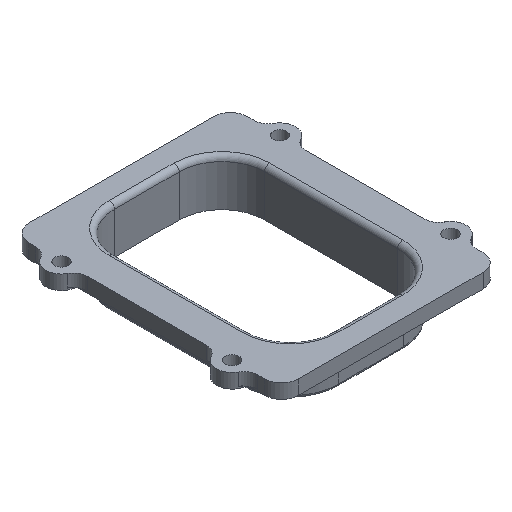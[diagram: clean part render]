
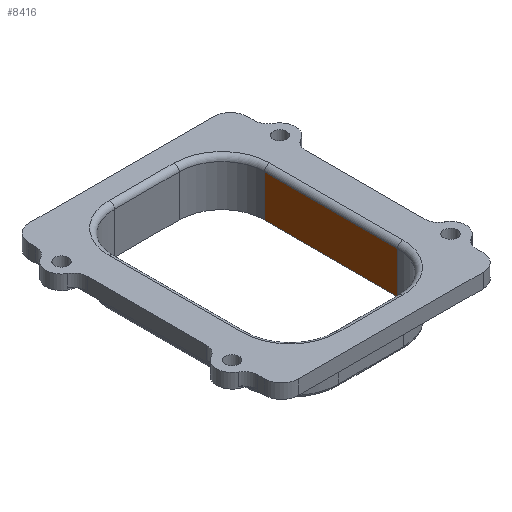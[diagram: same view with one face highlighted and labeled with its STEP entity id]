
A CAD part, isometric view. The second image highlights one B-rep face of the part: STEP entity #8416.
In plain terms, the highlighted planar face has unit normal (-1, 0, 0).
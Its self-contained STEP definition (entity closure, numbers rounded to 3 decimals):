
#1722 = CYLINDRICAL_SURFACE('',#1723,3.);
#1723 = AXIS2_PLACEMENT_3D('',#1724,#1725,#1726);
#1724 = CARTESIAN_POINT('',(47.,0.,-3.));
#1725 = DIRECTION('',(0.,1.,0.));
#1726 = DIRECTION('',(0.,0.,1.));
#3233 = VERTEX_POINT('',#3234);
#3234 = CARTESIAN_POINT('',(44.,39.,-3.));
#3338 = CYLINDRICAL_SURFACE('',#3339,25.);
#3339 = AXIS2_PLACEMENT_3D('',#3340,#3341,#3342);
#3340 = CARTESIAN_POINT('',(19.,39.,0.));
#3341 = DIRECTION('',(0.,0.,1.));
#3342 = DIRECTION('',(1.,0.,0.));
#3382 = EDGE_CURVE('',#3233,#3383,#3385,.T.);
#3383 = VERTEX_POINT('',#3384);
#3384 = CARTESIAN_POINT('',(44.,39.,-27.4));
#3385 = SURFACE_CURVE('',#3386,(#3390,#3397),.PCURVE_S1.);
#3386 = LINE('',#3387,#3388);
#3387 = CARTESIAN_POINT('',(44.,39.,0.));
#3388 = VECTOR('',#3389,1.);
#3389 = DIRECTION('',(-0.,-0.,-1.));
#3390 = PCURVE('',#3338,#3391);
#3391 = DEFINITIONAL_REPRESENTATION('',(#3392),#3396);
#3392 = LINE('',#3393,#3394);
#3393 = CARTESIAN_POINT('',(0.,0.));
#3394 = VECTOR('',#3395,1.);
#3395 = DIRECTION('',(0.,-1.));
#3396 = ( GEOMETRIC_REPRESENTATION_CONTEXT(2) 
PARAMETRIC_REPRESENTATION_CONTEXT() REPRESENTATION_CONTEXT('2D SPACE',''
  ) );
#3397 = PCURVE('',#3398,#3403);
#3398 = PLANE('',#3399);
#3399 = AXIS2_PLACEMENT_3D('',#3400,#3401,#3402);
#3400 = CARTESIAN_POINT('',(44.,39.,-3.));
#3401 = DIRECTION('',(1.,0.,0.));
#3402 = DIRECTION('',(-0.,0.,1.));
#3403 = DEFINITIONAL_REPRESENTATION('',(#3404),#3408);
#3404 = LINE('',#3405,#3406);
#3405 = CARTESIAN_POINT('',(3.,0.));
#3406 = VECTOR('',#3407,1.);
#3407 = DIRECTION('',(-1.,0.));
#3408 = ( GEOMETRIC_REPRESENTATION_CONTEXT(2) 
PARAMETRIC_REPRESENTATION_CONTEXT() REPRESENTATION_CONTEXT('2D SPACE',''
  ) );
#3425 = PLANE('',#3426);
#3426 = AXIS2_PLACEMENT_3D('',#3427,#3428,#3429);
#3427 = CARTESIAN_POINT('',(46.,0.,-27.4));
#3428 = DIRECTION('',(-0.,0.,-1.));
#3429 = DIRECTION('',(-1.,0.,0.));
#3849 = VERTEX_POINT('',#3850);
#3850 = CARTESIAN_POINT('',(44.,-39.,-3.));
#3956 = CYLINDRICAL_SURFACE('',#3957,25.);
#3957 = AXIS2_PLACEMENT_3D('',#3958,#3959,#3960);
#3958 = CARTESIAN_POINT('',(19.,-39.,0.));
#3959 = DIRECTION('',(0.,0.,1.));
#3960 = DIRECTION('',(1.,0.,0.));
#3995 = EDGE_CURVE('',#3849,#3996,#3998,.T.);
#3996 = VERTEX_POINT('',#3997);
#3997 = CARTESIAN_POINT('',(44.,-39.,-27.4));
#3998 = SURFACE_CURVE('',#3999,(#4003,#4010),.PCURVE_S1.);
#3999 = LINE('',#4000,#4001);
#4000 = CARTESIAN_POINT('',(44.,-39.,0.));
#4001 = VECTOR('',#4002,1.);
#4002 = DIRECTION('',(0.,0.,-1.));
#4003 = PCURVE('',#3956,#4004);
#4004 = DEFINITIONAL_REPRESENTATION('',(#4005),#4009);
#4005 = LINE('',#4006,#4007);
#4006 = CARTESIAN_POINT('',(0.,0.));
#4007 = VECTOR('',#4008,1.);
#4008 = DIRECTION('',(-0.,-1.));
#4009 = ( GEOMETRIC_REPRESENTATION_CONTEXT(2) 
PARAMETRIC_REPRESENTATION_CONTEXT() REPRESENTATION_CONTEXT('2D SPACE',''
  ) );
#4010 = PCURVE('',#3398,#4011);
#4011 = DEFINITIONAL_REPRESENTATION('',(#4012),#4016);
#4012 = LINE('',#4013,#4014);
#4013 = CARTESIAN_POINT('',(3.,78.));
#4014 = VECTOR('',#4015,1.);
#4015 = DIRECTION('',(-1.,-0.));
#4016 = ( GEOMETRIC_REPRESENTATION_CONTEXT(2) 
PARAMETRIC_REPRESENTATION_CONTEXT() REPRESENTATION_CONTEXT('2D SPACE',''
  ) );
#8416 = ADVANCED_FACE('',(#8417),#3398,.F.);
#8417 = FACE_BOUND('',#8418,.T.);
#8418 = EDGE_LOOP('',(#8419,#8420,#8441,#8442));
#8419 = ORIENTED_EDGE('',*,*,#3382,.T.);
#8420 = ORIENTED_EDGE('',*,*,#8421,.F.);
#8421 = EDGE_CURVE('',#3996,#3383,#8422,.T.);
#8422 = SURFACE_CURVE('',#8423,(#8427,#8434),.PCURVE_S1.);
#8423 = LINE('',#8424,#8425);
#8424 = CARTESIAN_POINT('',(44.,0.,-27.4));
#8425 = VECTOR('',#8426,1.);
#8426 = DIRECTION('',(0.,1.,0.));
#8427 = PCURVE('',#3398,#8428);
#8428 = DEFINITIONAL_REPRESENTATION('',(#8429),#8433);
#8429 = LINE('',#8430,#8431);
#8430 = CARTESIAN_POINT('',(-24.4,39.));
#8431 = VECTOR('',#8432,1.);
#8432 = DIRECTION('',(0.,-1.));
#8433 = ( GEOMETRIC_REPRESENTATION_CONTEXT(2) 
PARAMETRIC_REPRESENTATION_CONTEXT() REPRESENTATION_CONTEXT('2D SPACE',''
  ) );
#8434 = PCURVE('',#3425,#8435);
#8435 = DEFINITIONAL_REPRESENTATION('',(#8436),#8440);
#8436 = LINE('',#8437,#8438);
#8437 = CARTESIAN_POINT('',(2.,0.));
#8438 = VECTOR('',#8439,1.);
#8439 = DIRECTION('',(0.,1.));
#8440 = ( GEOMETRIC_REPRESENTATION_CONTEXT(2) 
PARAMETRIC_REPRESENTATION_CONTEXT() REPRESENTATION_CONTEXT('2D SPACE',''
  ) );
#8441 = ORIENTED_EDGE('',*,*,#3995,.F.);
#8442 = ORIENTED_EDGE('',*,*,#8443,.F.);
#8443 = EDGE_CURVE('',#3233,#3849,#8444,.T.);
#8444 = SURFACE_CURVE('',#8445,(#8449,#8456),.PCURVE_S1.);
#8445 = LINE('',#8446,#8447);
#8446 = CARTESIAN_POINT('',(44.,0.,-3.));
#8447 = VECTOR('',#8448,1.);
#8448 = DIRECTION('',(-0.,-1.,-0.));
#8449 = PCURVE('',#3398,#8450);
#8450 = DEFINITIONAL_REPRESENTATION('',(#8451),#8455);
#8451 = LINE('',#8452,#8453);
#8452 = CARTESIAN_POINT('',(0.,39.));
#8453 = VECTOR('',#8454,1.);
#8454 = DIRECTION('',(0.,1.));
#8455 = ( GEOMETRIC_REPRESENTATION_CONTEXT(2) 
PARAMETRIC_REPRESENTATION_CONTEXT() REPRESENTATION_CONTEXT('2D SPACE',''
  ) );
#8456 = PCURVE('',#1722,#8457);
#8457 = DEFINITIONAL_REPRESENTATION('',(#8458),#8505);
#8458 = B_SPLINE_CURVE_WITH_KNOTS('',3,(#8459,#8460,#8461,#8462,#8463,
    #8464,#8465,#8466,#8467,#8468,#8469,#8470,#8471,#8472,#8473,#8474,
    #8475,#8476,#8477,#8478,#8479,#8480,#8481,#8482,#8483,#8484,#8485,
    #8486,#8487,#8488,#8489,#8490,#8491,#8492,#8493,#8494,#8495,#8496,
    #8497,#8498,#8499,#8500,#8501,#8502,#8503,#8504),.UNSPECIFIED.,.F.,
  .F.,(4,1,1,1,1,1,1,1,1,1,1,1,1,1,1,1,1,1,1,1,1,1,1,1,1,1,1,1,1,1,1,1,1
    ,1,1,1,1,1,1,1,1,1,1,4),(-39.,-37.227,
    -35.455,-33.682,-31.909,-30.136,
    -28.364,-26.591,-24.818,-23.045,
    -21.273,-19.5,-17.727,-15.955,
    -14.182,-12.409,-10.636,-8.864,
    -7.091,-5.318,-3.545,-1.773,
    1.773,3.545,5.318,7.091,
    8.864,10.636,12.409,14.182,
    15.955,17.727,19.5,21.273,
    23.045,24.818,26.591,28.364,
    30.136,31.909,33.682,35.455,
    37.227,39.),.UNSPECIFIED.);
#8459 = CARTESIAN_POINT('',(-1.571,39.));
#8460 = CARTESIAN_POINT('',(-1.571,38.409));
#8461 = CARTESIAN_POINT('',(-1.571,37.227));
#8462 = CARTESIAN_POINT('',(-1.571,35.455));
#8463 = CARTESIAN_POINT('',(-1.571,33.682));
#8464 = CARTESIAN_POINT('',(-1.571,31.909));
#8465 = CARTESIAN_POINT('',(-1.571,30.136));
#8466 = CARTESIAN_POINT('',(-1.571,28.364));
#8467 = CARTESIAN_POINT('',(-1.571,26.591));
#8468 = CARTESIAN_POINT('',(-1.571,24.818));
#8469 = CARTESIAN_POINT('',(-1.571,23.045));
#8470 = CARTESIAN_POINT('',(-1.571,21.273));
#8471 = CARTESIAN_POINT('',(-1.571,19.5));
#8472 = CARTESIAN_POINT('',(-1.571,17.727));
#8473 = CARTESIAN_POINT('',(-1.571,15.955));
#8474 = CARTESIAN_POINT('',(-1.571,14.182));
#8475 = CARTESIAN_POINT('',(-1.571,12.409));
#8476 = CARTESIAN_POINT('',(-1.571,10.636));
#8477 = CARTESIAN_POINT('',(-1.571,8.864));
#8478 = CARTESIAN_POINT('',(-1.571,7.091));
#8479 = CARTESIAN_POINT('',(-1.571,5.318));
#8480 = CARTESIAN_POINT('',(-1.571,3.545));
#8481 = CARTESIAN_POINT('',(-1.571,1.182));
#8482 = CARTESIAN_POINT('',(-1.571,-1.182));
#8483 = CARTESIAN_POINT('',(-1.571,-3.545));
#8484 = CARTESIAN_POINT('',(-1.571,-5.318));
#8485 = CARTESIAN_POINT('',(-1.571,-7.091));
#8486 = CARTESIAN_POINT('',(-1.571,-8.864));
#8487 = CARTESIAN_POINT('',(-1.571,-10.636));
#8488 = CARTESIAN_POINT('',(-1.571,-12.409));
#8489 = CARTESIAN_POINT('',(-1.571,-14.182));
#8490 = CARTESIAN_POINT('',(-1.571,-15.955));
#8491 = CARTESIAN_POINT('',(-1.571,-17.727));
#8492 = CARTESIAN_POINT('',(-1.571,-19.5));
#8493 = CARTESIAN_POINT('',(-1.571,-21.273));
#8494 = CARTESIAN_POINT('',(-1.571,-23.045));
#8495 = CARTESIAN_POINT('',(-1.571,-24.818));
#8496 = CARTESIAN_POINT('',(-1.571,-26.591));
#8497 = CARTESIAN_POINT('',(-1.571,-28.364));
#8498 = CARTESIAN_POINT('',(-1.571,-30.136));
#8499 = CARTESIAN_POINT('',(-1.571,-31.909));
#8500 = CARTESIAN_POINT('',(-1.571,-33.682));
#8501 = CARTESIAN_POINT('',(-1.571,-35.455));
#8502 = CARTESIAN_POINT('',(-1.571,-37.227));
#8503 = CARTESIAN_POINT('',(-1.571,-38.409));
#8504 = CARTESIAN_POINT('',(-1.571,-39.));
#8505 = ( GEOMETRIC_REPRESENTATION_CONTEXT(2) 
PARAMETRIC_REPRESENTATION_CONTEXT() REPRESENTATION_CONTEXT('2D SPACE',''
  ) );
